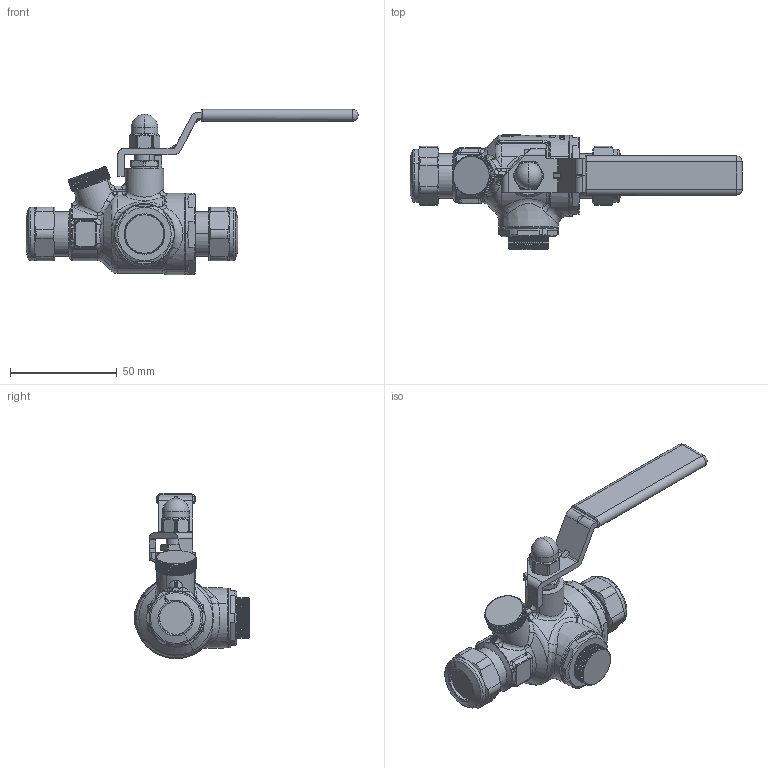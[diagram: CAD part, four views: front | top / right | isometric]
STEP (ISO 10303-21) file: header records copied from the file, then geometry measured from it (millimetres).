
FILE_DESCRIPTION(('CATIA V5 STEP Exchange'),'2;1');
FILE_NAME('STEP_324110_-_TST.stp','2017-10-17T14:50:56+00:00',('none'),('none'),'CATIA Version 5-6 Release 2016 SP4','CATIA V5 STEP AP203','none');
FILE_SCHEMA(('CONFIG_CONTROL_DESIGN'));
Products named in the file (1): 324110_sw0001
Bounding box: 155.5 x 53.85 x 77.35 mm (x, y, z)
Surface area: 27383.5 mm2 (no closed solid volume)
Topology: 0 solids, 44 shells, 1165 faces, 3564 edges, 2317 vertices
Faces by surface type: plane 423, cylinder 313, bspline 280, cone 87, torus 38, sphere 24
Entity records: 58661 total; most frequent: CARTESIAN_POINT 32134, ORIENTED_EDGE 6304, DIRECTION 3810, EDGE_CURVE 3525, VERTEX_POINT 2317, AXIS2_PLACEMENT_3D 1719, VECTOR 1206, LINE 1206
